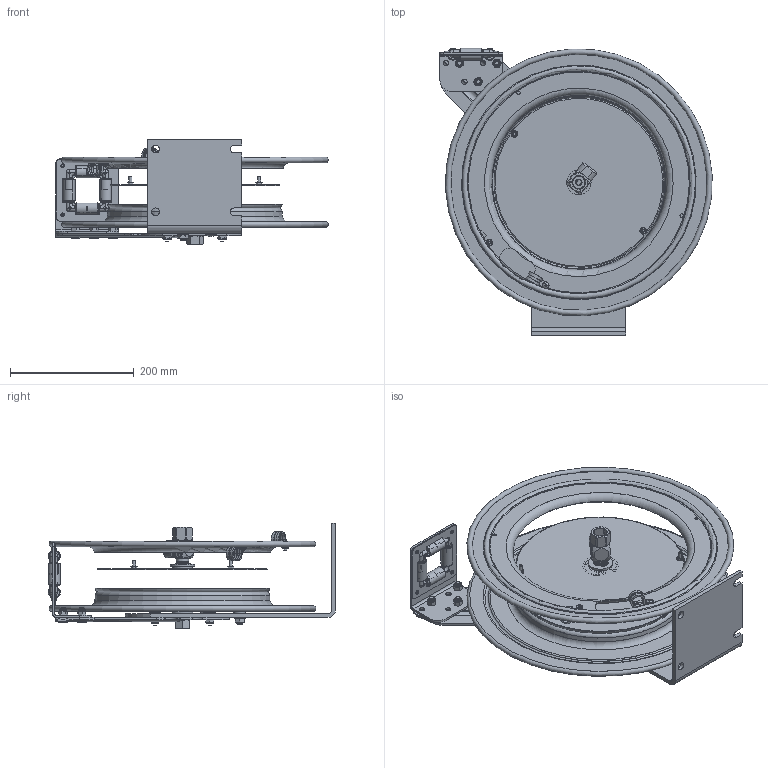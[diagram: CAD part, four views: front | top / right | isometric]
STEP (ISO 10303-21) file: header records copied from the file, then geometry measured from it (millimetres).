
FILE_DESCRIPTION(/* description */ (''),/* implementation_level */ '2;1');
FILE_NAME(/* name */ 'P-LPL-425_SHARED.stp',/* time_stamp */ '2020-01-17T09:27:47-07:00',/* author */ ('NMelton'),/* organization */ (''),/* preprocessor_version */ 'ST-DEVELOPER v17',/* originating_system */ 'Autodesk Inventor 2019',/* authorisation */ '');
FILE_SCHEMA (('AUTOMOTIVE_DESIGN { 1 0 10303 214 3 1 1 }'));
Products named in the file (1): P-LPL-425_SHARED
Bounding box: 440.34 x 464.36 x 170.69 mm (x, y, z)
Surface area: 1042106.2 mm2 (no closed solid volume)
Topology: 0 solids, 138 shells, 1859 faces, 8592 edges, 6668 vertices
Faces by surface type: plane 943, cylinder 422, bspline 262, cone 138, torus 65, sphere 29
Full cylindrical faces by diameter (mm): 2.159 x2, 2.54 x1, 3.048 x1, 4.699 x4, 4.826 x6, 5.556 x4, 5.588 x5, 6.35 x4, 7.112 x1, 7.938 x3, 8.636 x3, 8.731 x4, 9.398 x1, 10.414 x1, 11.43 x3, 12.192 x7, 12.548 x1, 12.7 x2, 15.875 x2, 17.882 x1, 19.05 x5, 20.574 x2, 28.575 x1, 31.623 x1, 35.052 x1, 39.624 x1
Entity records: 93492 total; most frequent: CARTESIAN_POINT 27319, ORIENTED_EDGE 12299, DIRECTION 11673, EDGE_CURVE 8563, VERTEX_POINT 6668, LINE 4831, VECTOR 4831, AXIS2_PLACEMENT_3D 3421
